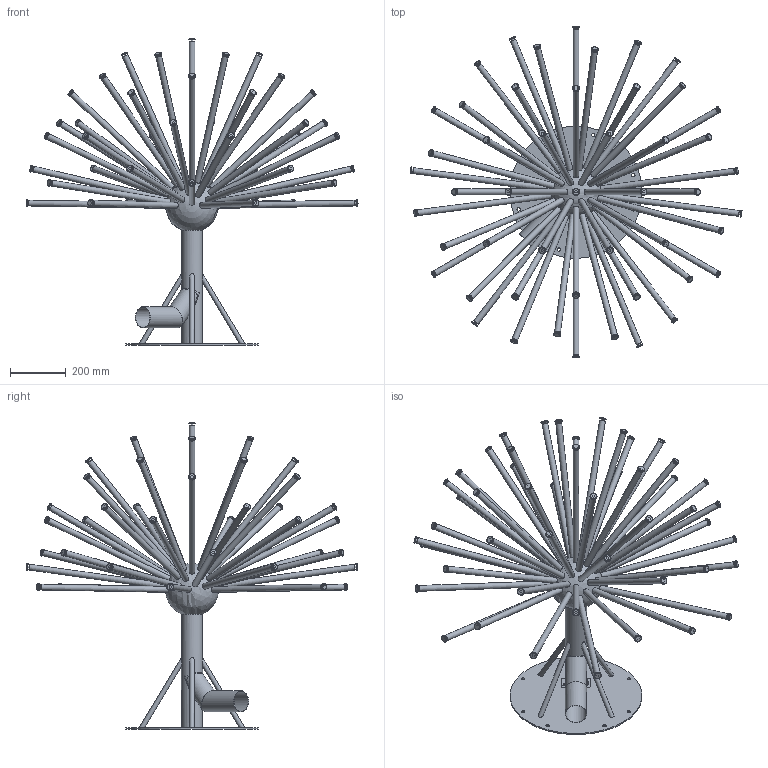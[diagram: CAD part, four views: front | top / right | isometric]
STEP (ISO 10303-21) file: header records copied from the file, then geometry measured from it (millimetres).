
FILE_DESCRIPTION(/* description */ (''),/* implementation_level */ '2;1');
FILE_NAME(/* name */ '50898_Water hemisphere H 1200_49.stp',/* time_stamp */ '2015-06-29T08:53:09+02:00',/* author */ ('guzb562'),/* organization */ (''),/* preprocessor_version */ 'ST-DEVELOPER v15.6',/* originating_system */ 'Autodesk Inventor 2015',/* authorisation */ '');
FILE_SCHEMA (('AUTOMOTIVE_DESIGN { 1 0 10303 214 3 1 1 }'));
Length unit declared in the file: millimetre
Products named in the file (2): 50898_Water hemisphere H 1200_49; Baugruppe2
Assembly tree (1 placements, depth 2):
  Baugruppe2
    50898_Water hemisphere H 1200_49
Bounding box: 1192.38 x 1191.31 x 1100 mm (x, y, z)
Volume: 15167372.1 mm3; surface area: 2402506.2 mm2
Topology: 1 solids, 1 shells, 571 faces, 1203 edges, 804 vertices
Faces by surface type: plane 273, cylinder 170, bspline 78, torus 49, sphere 1
Full cylindrical faces by diameter (mm): 9 x43, 10.5 x6, 12 x8, 17 x4, 21 x49, 25.5 x49, 73 x2, 76 x3, 475 x1
Entity records: 15371 total; most frequent: CARTESIAN_POINT 3942, DIRECTION 2143, ORIENTED_EDGE 1858, EDGE_LOOP 981, EDGE_CURVE 929, AXIS2_PLACEMENT_3D 879, VERTEX_POINT 746, ADVANCED_FACE 571
